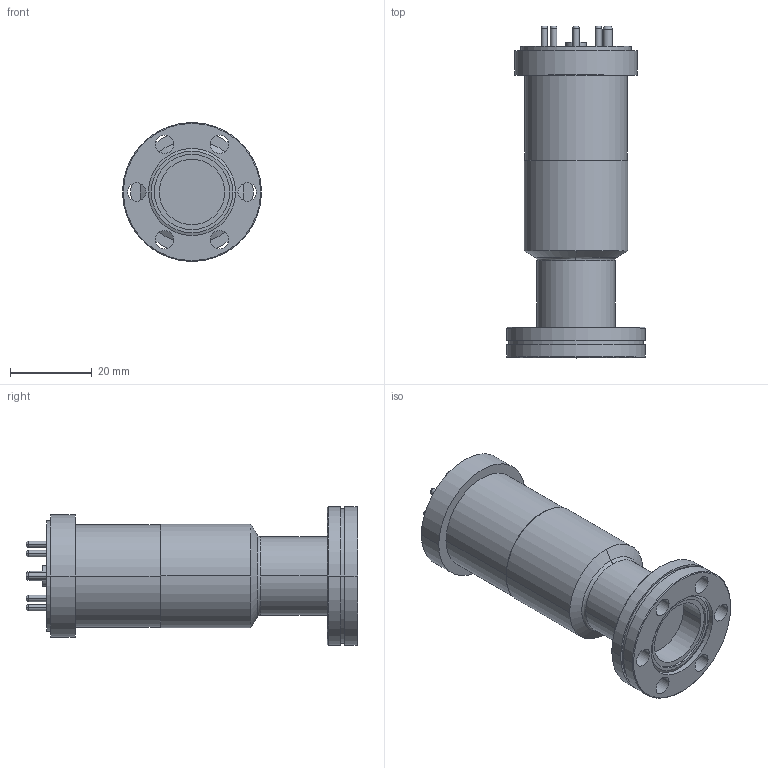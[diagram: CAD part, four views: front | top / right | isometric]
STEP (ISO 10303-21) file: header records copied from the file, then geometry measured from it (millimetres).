
FILE_DESCRIPTION( (''), '2;1');
FILE_NAME ('M-13_00.stp','2020-07-07T10:54:57',(''),(''),'spGate 15.6.6','','');
FILE_SCHEMA (('AUTOMOTIVE_DESIGN'));
Length unit declared in the file: millimetre
Products named in the file (2): Assembly; M-13_00-prt0
Assembly tree (1 placements, depth 2):
  Assembly
    M-13_00-prt0
Bounding box: 34 x 81.2 x 34 mm (x, y, z)
Volume: 33274.7 mm3; surface area: 10796.4 mm2
Topology: 1 solids, 1 shells, 111 faces, 236 edges, 146 vertices
Faces by surface type: cylinder 58, bspline 32, plane 21
Entity records: 5532 total; most frequent: CARTESIAN_POINT 1263, ORIENTED_EDGE 472, DIRECTION 458, COLOUR_RGB 348, PRESENTATION_STYLE_ASSIGNMENT 348, STYLED_ITEM 348, EDGE_CURVE 236, DRAUGHTING_PRE_DEFINED_CURVE_FONT 236
